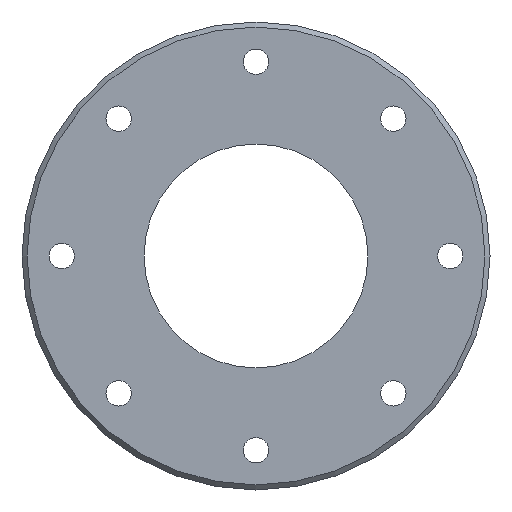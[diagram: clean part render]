
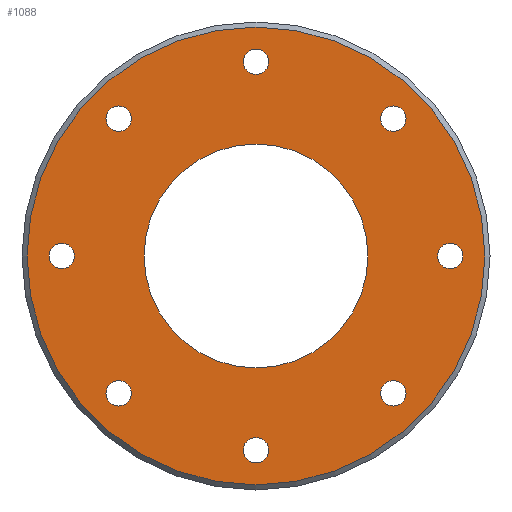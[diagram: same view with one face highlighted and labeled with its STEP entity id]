
A CAD part, front view. The second image highlights one B-rep face of the part: STEP entity #1088.
In plain terms, the highlighted planar face has unit normal (0, -1, 0).
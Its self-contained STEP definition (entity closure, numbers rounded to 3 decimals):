
#26=FACE_BOUND('',#256,.T.);
#27=FACE_BOUND('',#257,.T.);
#28=FACE_BOUND('',#258,.T.);
#29=FACE_BOUND('',#259,.T.);
#30=FACE_BOUND('',#260,.T.);
#31=FACE_BOUND('',#261,.T.);
#32=FACE_BOUND('',#262,.T.);
#33=FACE_BOUND('',#263,.T.);
#34=FACE_BOUND('',#264,.T.);
#93=PLANE('',#1242);
#187=FACE_OUTER_BOUND('',#255,.T.);
#255=EDGE_LOOP('',(#940));
#256=EDGE_LOOP('',(#941));
#257=EDGE_LOOP('',(#942));
#258=EDGE_LOOP('',(#943));
#259=EDGE_LOOP('',(#944));
#260=EDGE_LOOP('',(#945));
#261=EDGE_LOOP('',(#946));
#262=EDGE_LOOP('',(#947));
#263=EDGE_LOOP('',(#948));
#264=EDGE_LOOP('',(#949));
#445=CIRCLE('',#1143,1.25);
#452=CIRCLE('',#1154,1.25);
#459=CIRCLE('',#1165,1.25);
#466=CIRCLE('',#1176,1.25);
#474=CIRCLE('',#1190,1.25);
#481=CIRCLE('',#1201,1.25);
#488=CIRCLE('',#1212,1.25);
#495=CIRCLE('',#1223,1.25);
#507=CIRCLE('',#1241,22.5);
#508=CIRCLE('',#1243,11.);
#540=VERTEX_POINT('',#1675);
#547=VERTEX_POINT('',#1697);
#554=VERTEX_POINT('',#1719);
#561=VERTEX_POINT('',#1741);
#569=VERTEX_POINT('',#1773);
#576=VERTEX_POINT('',#1795);
#583=VERTEX_POINT('',#1817);
#590=VERTEX_POINT('',#1839);
#601=VERTEX_POINT('',#1873);
#602=VERTEX_POINT('',#1877);
#640=EDGE_CURVE('',#540,#540,#445,.T.);
#651=EDGE_CURVE('',#547,#547,#452,.T.);
#662=EDGE_CURVE('',#554,#554,#459,.T.);
#673=EDGE_CURVE('',#561,#561,#466,.T.);
#685=EDGE_CURVE('',#569,#569,#474,.T.);
#696=EDGE_CURVE('',#576,#576,#481,.T.);
#707=EDGE_CURVE('',#583,#583,#488,.T.);
#718=EDGE_CURVE('',#590,#590,#495,.T.);
#736=EDGE_CURVE('',#601,#601,#507,.T.);
#737=EDGE_CURVE('',#602,#602,#508,.T.);
#940=ORIENTED_EDGE('',*,*,#736,.F.);
#941=ORIENTED_EDGE('',*,*,#640,.T.);
#942=ORIENTED_EDGE('',*,*,#651,.T.);
#943=ORIENTED_EDGE('',*,*,#662,.T.);
#944=ORIENTED_EDGE('',*,*,#673,.T.);
#945=ORIENTED_EDGE('',*,*,#685,.T.);
#946=ORIENTED_EDGE('',*,*,#696,.T.);
#947=ORIENTED_EDGE('',*,*,#707,.T.);
#948=ORIENTED_EDGE('',*,*,#718,.T.);
#949=ORIENTED_EDGE('',*,*,#737,.T.);
#1088=ADVANCED_FACE('',(#187,#26,#27,#28,#29,#30,#31,#32,#33,#34),#93,.T.);
#1143=AXIS2_PLACEMENT_3D('',#1677,#1330,#1331);
#1154=AXIS2_PLACEMENT_3D('',#1699,#1356,#1357);
#1165=AXIS2_PLACEMENT_3D('',#1721,#1382,#1383);
#1176=AXIS2_PLACEMENT_3D('',#1743,#1408,#1409);
#1190=AXIS2_PLACEMENT_3D('',#1774,#1439,#1440);
#1201=AXIS2_PLACEMENT_3D('',#1796,#1465,#1466);
#1212=AXIS2_PLACEMENT_3D('',#1818,#1491,#1492);
#1223=AXIS2_PLACEMENT_3D('',#1840,#1517,#1518);
#1241=AXIS2_PLACEMENT_3D('',#1875,#1559,#1560);
#1242=AXIS2_PLACEMENT_3D('',#1876,#1561,#1562);
#1243=AXIS2_PLACEMENT_3D('',#1878,#1563,#1564);
#1330=DIRECTION('center_axis',(0.,1.,0.));
#1331=DIRECTION('ref_axis',(-1.,0.,0.));
#1356=DIRECTION('center_axis',(0.,1.,0.));
#1357=DIRECTION('ref_axis',(-1.,0.,0.));
#1382=DIRECTION('center_axis',(0.,1.,0.));
#1383=DIRECTION('ref_axis',(-1.,0.,0.));
#1408=DIRECTION('center_axis',(0.,1.,0.));
#1409=DIRECTION('ref_axis',(-1.,0.,0.));
#1439=DIRECTION('center_axis',(0.,1.,0.));
#1440=DIRECTION('ref_axis',(0.,0.,-1.));
#1465=DIRECTION('center_axis',(0.,1.,0.));
#1466=DIRECTION('ref_axis',(0.,0.,-1.));
#1491=DIRECTION('center_axis',(0.,1.,0.));
#1492=DIRECTION('ref_axis',(0.,0.,-1.));
#1517=DIRECTION('center_axis',(0.,1.,0.));
#1518=DIRECTION('ref_axis',(0.,0.,-1.));
#1559=DIRECTION('center_axis',(0.,1.,0.));
#1560=DIRECTION('ref_axis',(0.,0.,-1.));
#1561=DIRECTION('center_axis',(0.,-1.,0.));
#1562=DIRECTION('ref_axis',(0.,0.,-1.));
#1563=DIRECTION('center_axis',(0.,1.,0.));
#1564=DIRECTION('ref_axis',(1.,0.,0.));
#1675=CARTESIAN_POINT('',(1.25,-4.665,19.092));
#1677=CARTESIAN_POINT('Origin',(0.,-4.665,
19.092));
#1697=CARTESIAN_POINT('',(1.25,-4.665,-19.092));
#1699=CARTESIAN_POINT('Origin',(0.,-4.665,-19.092));
#1719=CARTESIAN_POINT('',(-17.842,-4.665,0.));
#1721=CARTESIAN_POINT('Origin',(-19.092,-4.665,0.));
#1741=CARTESIAN_POINT('',(20.342,-4.665,0.));
#1743=CARTESIAN_POINT('Origin',(19.092,-4.665,0.));
#1773=CARTESIAN_POINT('',(-13.5,-4.665,14.75));
#1774=CARTESIAN_POINT('Origin',(-13.5,-4.665,13.5));
#1795=CARTESIAN_POINT('',(-13.5,-4.665,-12.25));
#1796=CARTESIAN_POINT('Origin',(-13.5,-4.665,-13.5));
#1817=CARTESIAN_POINT('',(13.5,-4.665,14.75));
#1818=CARTESIAN_POINT('Origin',(13.5,-4.665,13.5));
#1839=CARTESIAN_POINT('',(13.5,-4.665,-12.25));
#1840=CARTESIAN_POINT('Origin',(13.5,-4.665,-13.5));
#1873=CARTESIAN_POINT('',(0.,-4.665,22.5));
#1875=CARTESIAN_POINT('Origin',(0.,-4.665,0.));
#1876=CARTESIAN_POINT('Origin',(0.,-4.665,23.));
#1877=CARTESIAN_POINT('',(0.,-4.665,-11.));
#1878=CARTESIAN_POINT('Origin',(0.,-4.665,0.));
